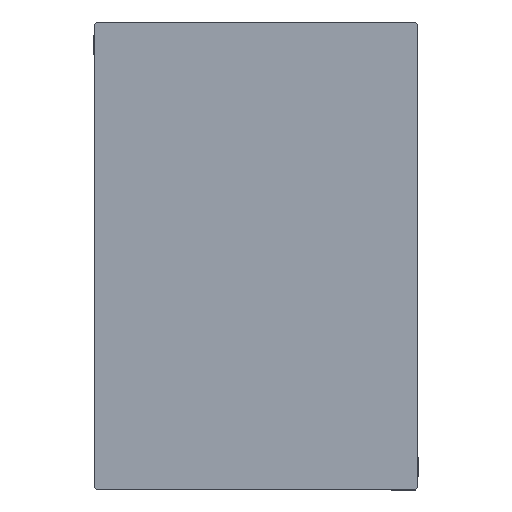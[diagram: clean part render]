
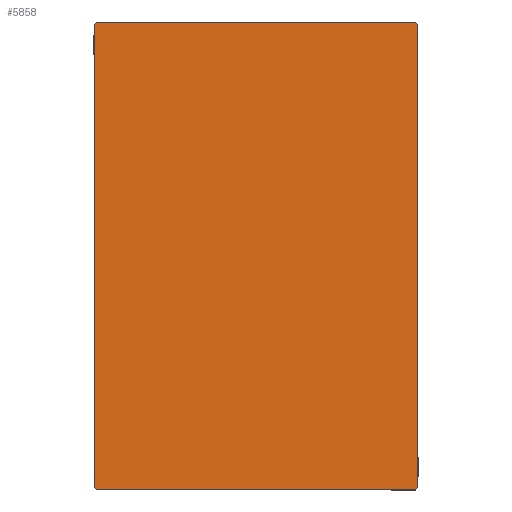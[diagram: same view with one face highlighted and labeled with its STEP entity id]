
A CAD part, left-side view. The second image highlights one B-rep face of the part: STEP entity #5858.
In plain terms, the highlighted face is planar.
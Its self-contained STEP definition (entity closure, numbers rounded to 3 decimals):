
#212 = VERTEX_POINT ( 'NONE', #17473 ) ;
#2447 = ORIENTED_EDGE ( 'NONE', *, *, #24930, .T. ) ;
#2949 = ORIENTED_EDGE ( 'NONE', *, *, #17522, .T. ) ;
#3050 = VECTOR ( 'NONE', #35438, 1000. ) ;
#3558 = VECTOR ( 'NONE', #40502, 1000. ) ;
#4051 = CARTESIAN_POINT ( 'NONE',  ( 130., 27.35, -27.35 ) ) ;
#4515 = DIRECTION ( 'NONE',  ( 0., -0.707, 0.707 ) ) ;
#4987 = CARTESIAN_POINT ( 'NONE',  ( 130., 0., 0. ) ) ;
#5858 = ADVANCED_FACE ( 'NONE', ( #40787 ), #35652, .T. ) ;
#7636 = LINE ( 'NONE', #34962, #13020 ) ;
#8634 = EDGE_CURVE ( 'NONE', #11526, #19551, #42839, .T. ) ;
#8821 = LINE ( 'NONE', #23021, #41182 ) ;
#8919 = CARTESIAN_POINT ( 'NONE',  ( 130., 22.5, 32.5 ) ) ;
#9491 = EDGE_CURVE ( 'NONE', #212, #11526, #15805, .T. ) ;
#9921 = DIRECTION ( 'NONE',  ( 0., 0.707, -0.707 ) ) ;
#11450 = CARTESIAN_POINT ( 'NONE',  ( 130., 22.5, 32.2 ) ) ;
#11526 = VERTEX_POINT ( 'NONE', #32708 ) ;
#11758 = ORIENTED_EDGE ( 'NONE', *, *, #25980, .T. ) ;
#12348 = ORIENTED_EDGE ( 'NONE', *, *, #22043, .T. ) ;
#12595 = DIRECTION ( 'NONE',  ( 0., 0., -1. ) ) ;
#13020 = VECTOR ( 'NONE', #4515, 1000. ) ;
#14780 = DIRECTION ( 'NONE',  ( 1., 0., 0. ) ) ;
#15590 = DIRECTION ( 'NONE',  ( 0., -1., 0. ) ) ;
#15805 = LINE ( 'NONE', #8919, #43124 ) ;
#17008 = EDGE_CURVE ( 'NONE', #19551, #19932, #8821, .T. ) ;
#17473 = CARTESIAN_POINT ( 'NONE',  ( 130., 22.2, 32.5 ) ) ;
#17522 = EDGE_CURVE ( 'NONE', #33494, #42575, #24531, .T. ) ;
#17649 = EDGE_CURVE ( 'NONE', #42575, #20794, #23393, .T. ) ;
#19551 = VERTEX_POINT ( 'NONE', #39803 ) ;
#19932 = VERTEX_POINT ( 'NONE', #32201 ) ;
#20794 = VERTEX_POINT ( 'NONE', #32422 ) ;
#22043 = EDGE_CURVE ( 'NONE', #19932, #33494, #26802, .T. ) ;
#22094 = CARTESIAN_POINT ( 'NONE',  ( 130., 22.5, -32.5 ) ) ;
#23021 = CARTESIAN_POINT ( 'NONE',  ( 130., -22.5, 32.5 ) ) ;
#23279 = DIRECTION ( 'NONE',  ( 0., -0.707, -0.707 ) ) ;
#23393 = LINE ( 'NONE', #4051, #3558 ) ;
#23876 = ORIENTED_EDGE ( 'NONE', *, *, #17008, .T. ) ;
#23896 = CARTESIAN_POINT ( 'NONE',  ( 130., -27.35, -27.35 ) ) ;
#24531 = LINE ( 'NONE', #32308, #36199 ) ;
#24930 = EDGE_CURVE ( 'NONE', #20794, #42230, #25425, .T. ) ;
#25425 = LINE ( 'NONE', #22094, #3050 ) ;
#25636 = DIRECTION ( 'NONE',  ( 0., 0., -1. ) ) ;
#25687 = VECTOR ( 'NONE', #9921, 1000. ) ;
#25980 = EDGE_CURVE ( 'NONE', #42230, #212, #7636, .T. ) ;
#26802 = LINE ( 'NONE', #23896, #25687 ) ;
#28528 = DIRECTION ( 'NONE',  ( 0., 1., 0. ) ) ;
#29041 = CARTESIAN_POINT ( 'NONE',  ( 130., 22.2, -32.5 ) ) ;
#29506 = CARTESIAN_POINT ( 'NONE',  ( 130., -27.35, 27.35 ) ) ;
#30138 = CARTESIAN_POINT ( 'NONE',  ( 130., -22.2, -32.5 ) ) ;
#30321 = VECTOR ( 'NONE', #23279, 1000. ) ;
#31793 = EDGE_LOOP ( 'NONE', ( #2949, #34141, #2447, #11758, #43311, #43552, #23876, #12348 ) ) ;
#32201 = CARTESIAN_POINT ( 'NONE',  ( 130., -22.5, -32.2 ) ) ;
#32308 = CARTESIAN_POINT ( 'NONE',  ( 130., -22.5, -32.5 ) ) ;
#32422 = CARTESIAN_POINT ( 'NONE',  ( 130., 22.5, -32.2 ) ) ;
#32708 = CARTESIAN_POINT ( 'NONE',  ( 130., -22.2, 32.5 ) ) ;
#33494 = VERTEX_POINT ( 'NONE', #30138 ) ;
#34141 = ORIENTED_EDGE ( 'NONE', *, *, #17649, .T. ) ;
#34962 = CARTESIAN_POINT ( 'NONE',  ( 130., 27.35, 27.35 ) ) ;
#35438 = DIRECTION ( 'NONE',  ( 0., 0., 1. ) ) ;
#35652 = PLANE ( 'NONE',  #41622 ) ;
#36199 = VECTOR ( 'NONE', #28528, 1000. ) ;
#39803 = CARTESIAN_POINT ( 'NONE',  ( 130., -22.5, 32.2 ) ) ;
#40502 = DIRECTION ( 'NONE',  ( 0., 0.707, 0.707 ) ) ;
#40787 = FACE_OUTER_BOUND ( 'NONE', #31793, .T. ) ;
#41182 = VECTOR ( 'NONE', #12595, 1000. ) ;
#41622 = AXIS2_PLACEMENT_3D ( 'NONE', #4987, #14780, #25636 ) ;
#42230 = VERTEX_POINT ( 'NONE', #11450 ) ;
#42575 = VERTEX_POINT ( 'NONE', #29041 ) ;
#42839 = LINE ( 'NONE', #29506, #30321 ) ;
#43124 = VECTOR ( 'NONE', #15590, 1000. ) ;
#43311 = ORIENTED_EDGE ( 'NONE', *, *, #9491, .T. ) ;
#43552 = ORIENTED_EDGE ( 'NONE', *, *, #8634, .T. ) ;
